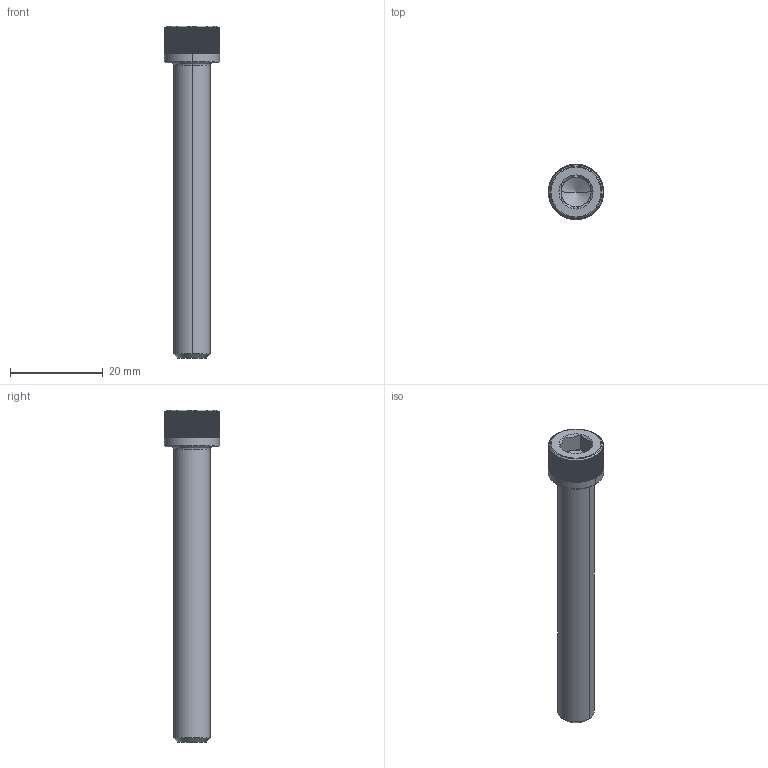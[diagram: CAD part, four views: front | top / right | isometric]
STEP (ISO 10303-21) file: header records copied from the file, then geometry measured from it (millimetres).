
FILE_DESCRIPTION (( 'STEP AP203' ), '1' );
FILE_NAME ('90044A141_NO THREADS_Black-Oxide Alloy Steel Socket Head Screw.STEP', '2024-03-19T21:37:01', ( 'Administrator' ), ( 'Managed by Terraform' ), 'SwSTEP 2.0', 'SolidWorks 2017', '' );
FILE_SCHEMA (( 'CONFIG_CONTROL_DESIGN' ));
Length unit declared in the file: inch
Products named in the file (1): 90044A141_NO THREADS_Black-Oxide Alloy Steel Socket Head Screw
Bounding box: 11.91 x 11.91 x 71.44 mm (x, y, z)
Volume: 3840.5 mm3; surface area: 2277.7 mm2
Topology: 1 solids, 1 shells, 821 faces, 2423 edges, 1604 vertices
Faces by surface type: plane 317, cylinder 181, cone 167, torus 156
Entity records: 34961 total; most frequent: CARTESIAN_POINT 15042, ORIENTED_EDGE 4842, DIRECTION 3286, EDGE_CURVE 2421, VERTEX_POINT 1604, AXIS2_PLACEMENT_3D 1312, B_SPLINE_CURVE_WITH_KNOTS 1269, EDGE_LOOP 823
